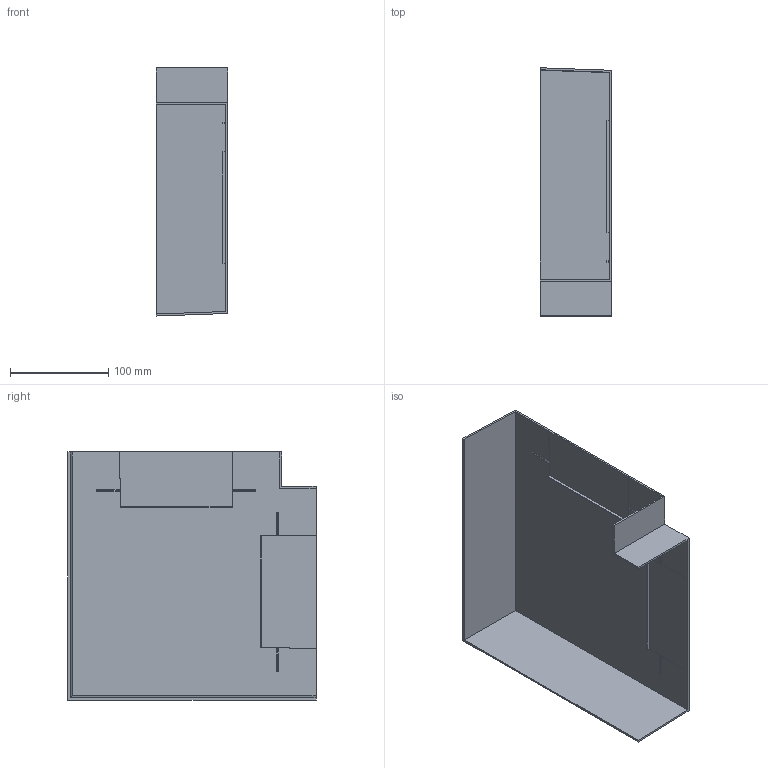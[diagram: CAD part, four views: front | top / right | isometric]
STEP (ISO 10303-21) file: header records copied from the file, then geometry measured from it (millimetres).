
FILE_DESCRIPTION (( 'STEP AP214' ), '1' );
FILE_NAME ('6273920.stp', '2016-06-07T11:47:38', ( '' ), ( '' ), 'SwSTEP 2.0', 'SolidWorks 2014', '' );
FILE_SCHEMA (( 'AUTOMOTIVE_DESIGN' ));
Length unit declared in the file: millimetre
Products named in the file (2): 6273920; 040359_Standard
Assembly tree (1 placements, depth 2):
  6273920
    040359_Standard
Bounding box: 73 x 252.55 x 252.55 mm (x, y, z)
Volume: 205923.1 mm3; surface area: 207967.1 mm2
Topology: 1 solids, 1 shells, 46 faces, 128 edges, 84 vertices
Faces by surface type: plane 46
Entity records: 1726 total; most frequent: CARTESIAN_POINT 262, ORIENTED_EDGE 256, DIRECTION 228, EDGE_CURVE 128, LINE 128, VECTOR 128, VERTEX_POINT 84, AXIS2_PLACEMENT_3D 50
